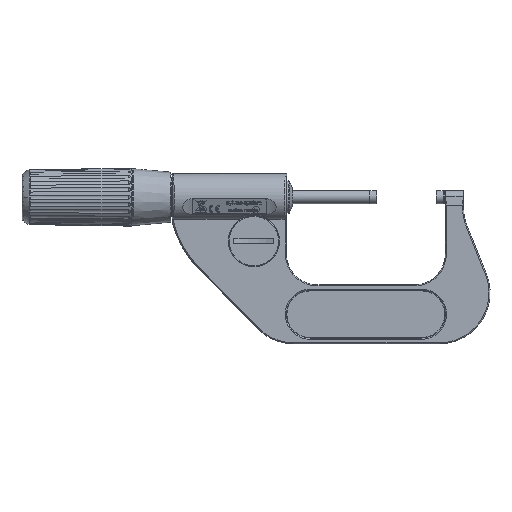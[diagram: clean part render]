
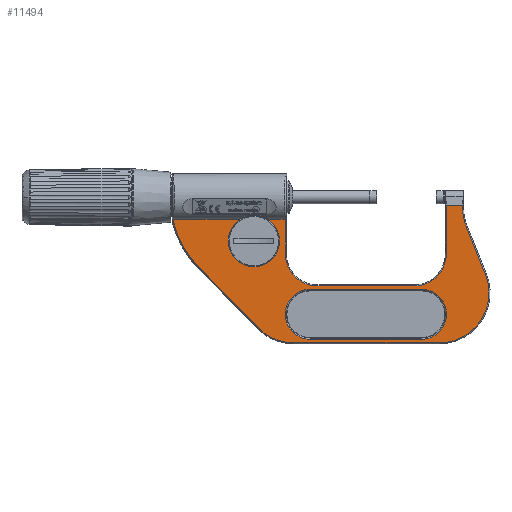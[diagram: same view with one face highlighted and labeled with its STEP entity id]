
A CAD part, top view. The second image highlights one B-rep face of the part: STEP entity #11494.
In plain terms, the highlighted face is planar.
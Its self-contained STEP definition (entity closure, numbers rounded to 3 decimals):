
#8863=CARTESIAN_POINT('',(11.7,-57.5,-3.5));
#8864=DIRECTION('',(0.,0.,1.));
#8865=DIRECTION('',(0.,1.,0.));
#8866=AXIS2_PLACEMENT_3D('',#8863,#8864,#8865);
#8868=DIRECTION('',(-1.,0.,0.));
#8869=VECTOR('',#8868,54.6);
#8870=CARTESIAN_POINT('',(66.3,-45.2,
-3.5));
#8871=LINE('',#8870,#8869);
#8872=CARTESIAN_POINT('',(66.3,-57.5,-3.5));
#8873=DIRECTION('',(0.,0.,1.));
#8874=DIRECTION('',(0.,-1.,0.));
#8875=AXIS2_PLACEMENT_3D('',#8872,#8873,#8874);
#8877=DIRECTION('',(1.,0.,0.));
#8878=VECTOR('',#8877,54.6);
#8879=CARTESIAN_POINT('',(11.7,-69.8,
-3.5));
#8880=LINE('',#8879,#8878);
#8881=DIRECTION('',(1.,0.,0.));
#8882=VECTOR('',#8881,8.);
#8883=CARTESIAN_POINT('',(-8.5,-3.863,-3.5));
#8884=LINE('',#8883,#8882);
#8885=DIRECTION('',(0.,1.,0.));
#8886=VECTOR('',#8885,1.272);
#8887=CARTESIAN_POINT('',(-8.5,-5.135,
-3.5));
#8888=LINE('',#8887,#8886);
#8889=CARTESIAN_POINT('',(-34.,-5.135,-3.5));
#8890=DIRECTION('',(0.,0.,1.));
#8891=DIRECTION('',(0.927,-0.375,0.));
#8892=AXIS2_PLACEMENT_3D('',#8889,#8890,#8891);
#8894=DIRECTION('',(0.375,0.927,0.));
#8895=VECTOR('',#8894,24.934);
#8896=CARTESIAN_POINT('',(-19.712,-37.812,
-3.5));
#8897=LINE('',#8896,#8895);
#8898=CARTESIAN_POINT('',(3.,-47.,-3.5));
#8899=DIRECTION('',(0.,0.,-1.));
#8900=DIRECTION('',(0.,-1.,0.));
#8901=AXIS2_PLACEMENT_3D('',#8898,#8899,#8900);
#8903=DIRECTION('',(-1.,0.,0.));
#8904=VECTOR('',#8903,71.438);
#8905=CARTESIAN_POINT('',(74.438,-71.5,
-3.5));
#8906=LINE('',#8905,#8904);
#8907=CARTESIAN_POINT('',(74.438,-47.,-3.5));
#8908=DIRECTION('',(0.,0.,-1.));
#8909=DIRECTION('',(0.714,-0.7,0.));
#8910=AXIS2_PLACEMENT_3D('',#8907,#8908,#8909);
#8912=DIRECTION('',(-0.7,-0.714,0.));
#8913=VECTOR('',#8912,41.308);
#8914=CARTESIAN_POINT('',(120.85,-34.65,
-3.5));
#8915=LINE('',#8914,#8913);
#8916=CARTESIAN_POINT('',(85.5,0.,-3.5));
#8917=DIRECTION('',(0.,0.,-1.));
#8918=DIRECTION('',(0.97,-0.244,0.));
#8919=AXIS2_PLACEMENT_3D('',#8916,#8917,#8918);
#8921=DIRECTION('',(0.,-1.,0.));
#8922=VECTOR('',#8921,3.093);
#8923=CARTESIAN_POINT('',(133.5,-9.,-3.5));
#8924=LINE('',#8923,#8922);
#8925=DIRECTION('',(1.,0.,0.));
#8926=VECTOR('',#8925,39.5);
#8927=CARTESIAN_POINT('',(94.,-9.,-3.5));
#8928=LINE('',#8927,#8926);
#8929=CARTESIAN_POINT('',(94.,-21.6,-3.5));
#8930=DIRECTION('',(0.,0.,1.));
#8931=DIRECTION('',(1.,0.,0.));
#8932=AXIS2_PLACEMENT_3D('',#8929,#8930,#8931);
#8934=CARTESIAN_POINT('',(94.,-21.6,-3.5));
#8935=DIRECTION('',(0.,0.,1.));
#8936=DIRECTION('',(-1.,0.,0.));
#8937=AXIS2_PLACEMENT_3D('',#8934,#8935,#8936);
#8939=CARTESIAN_POINT('',(94.,-21.6,-3.5));
#8940=DIRECTION('',(0.,0.,1.));
#8941=DIRECTION('',(0.,1.,0.));
#8942=AXIS2_PLACEMENT_3D('',#8939,#8940,#8941);
#8944=DIRECTION('',(1.,0.,0.));
#8945=VECTOR('',#8944,15.5);
#8946=CARTESIAN_POINT('',(78.5,-9.,-3.5));
#8947=LINE('',#8946,#8945);
#8948=DIRECTION('',(0.,1.,0.));
#8949=VECTOR('',#8948,19.);
#8950=CARTESIAN_POINT('',(78.5,-28.,
-3.5));
#8951=LINE('',#8950,#8949);
#8952=CARTESIAN_POINT('',(63.,-28.,-3.5));
#8953=DIRECTION('',(0.,0.,1.));
#8954=DIRECTION('',(0.,-1.,0.));
#8955=AXIS2_PLACEMENT_3D('',#8952,#8953,#8954);
#8957=DIRECTION('',(1.,0.,0.));
#8958=VECTOR('',#8957,48.);
#8959=CARTESIAN_POINT('',(15.,-43.5,
-3.5));
#8960=LINE('',#8959,#8958);
#8961=CARTESIAN_POINT('',(15.,-28.,-3.5));
#8962=DIRECTION('',(0.,0.,1.));
#8963=DIRECTION('',(-1.,0.,0.));
#8964=AXIS2_PLACEMENT_3D('',#8961,#8962,#8963);
#8966=DIRECTION('',(0.,-1.,0.));
#8967=VECTOR('',#8966,24.137);
#8968=CARTESIAN_POINT('',(-0.5,-3.863,-3.5));
#8969=LINE('',#8968,#8967);
#10930=CARTESIAN_POINT('',(-8.5,-3.863,-3.5));
#10931=CARTESIAN_POINT('',(-0.5,-3.863,-3.5));
#10932=VERTEX_POINT('',#10930);
#10933=VERTEX_POINT('',#10931);
#10976=CARTESIAN_POINT('',(81.4,-21.6,-3.5));
#10977=CARTESIAN_POINT('',(106.6,-21.6,-3.5));
#10978=VERTEX_POINT('',#10976);
#10979=VERTEX_POINT('',#10977);
#11304=CARTESIAN_POINT('',(133.5,-9.,-3.5));
#11305=CARTESIAN_POINT('',(133.5,-12.093,-3.5));
#11306=VERTEX_POINT('',#11304);
#11307=VERTEX_POINT('',#11305);
#11312=CARTESIAN_POINT('',(120.85,-34.65,-3.5));
#11313=VERTEX_POINT('',#11312);
#11316=CARTESIAN_POINT('',(91.934,-64.15,
-3.5));
#11317=VERTEX_POINT('',#11316);
#11320=CARTESIAN_POINT('',(74.438,-71.5,-3.5));
#11321=VERTEX_POINT('',#11320);
#11324=CARTESIAN_POINT('',(3.,-71.5,
-3.5));
#11325=VERTEX_POINT('',#11324);
#11328=CARTESIAN_POINT('',(-19.712,-37.812,-3.5));
#11329=VERTEX_POINT('',#11328);
#11332=CARTESIAN_POINT('',(-10.361,-14.698,
-3.5));
#11333=VERTEX_POINT('',#11332);
#11336=CARTESIAN_POINT('',(-8.5,-5.135,-3.5));
#11337=VERTEX_POINT('',#11336);
#11344=CARTESIAN_POINT('',(78.5,-28.,
-3.5));
#11345=CARTESIAN_POINT('',(78.5,-9.,-3.5));
#11346=VERTEX_POINT('',#11344);
#11347=VERTEX_POINT('',#11345);
#11348=CARTESIAN_POINT('',(63.,-43.5,-3.5));
#11349=VERTEX_POINT('',#11348);
#11352=CARTESIAN_POINT('',(15.,-43.5,
-3.5));
#11353=VERTEX_POINT('',#11352);
#11356=CARTESIAN_POINT('',(-0.5,-28.,-3.5));
#11357=VERTEX_POINT('',#11356);
#11360=CARTESIAN_POINT('',(11.7,-45.2,-3.5));
#11361=CARTESIAN_POINT('',(11.7,-69.8,-3.5));
#11362=VERTEX_POINT('',#11360);
#11363=VERTEX_POINT('',#11361);
#11368=CARTESIAN_POINT('',(66.3,-69.8,
-3.5));
#11369=VERTEX_POINT('',#11368);
#11372=CARTESIAN_POINT('',(66.3,-45.2,-3.5));
#11373=VERTEX_POINT('',#11372);
#11435=CARTESIAN_POINT('',(94.,-9.,-3.5));
#11436=VERTEX_POINT('',#11435);
#11437=CARTESIAN_POINT('',(0.,0.,-3.5));
#11438=DIRECTION('',(0.,0.,1.));
#11439=DIRECTION('',(1.,0.,0.));
#11440=AXIS2_PLACEMENT_3D('',#11437,#11438,#11439);
#11441=PLANE('',#11440);
#11443=ORIENTED_EDGE('',*,*,#11442,.F.);
#11445=ORIENTED_EDGE('',*,*,#11444,.F.);
#11447=ORIENTED_EDGE('',*,*,#11446,.F.);
#11449=ORIENTED_EDGE('',*,*,#11448,.F.);
#11451=ORIENTED_EDGE('',*,*,#11450,.F.);
#11453=ORIENTED_EDGE('',*,*,#11452,.F.);
#11455=ORIENTED_EDGE('',*,*,#11454,.F.);
#11457=ORIENTED_EDGE('',*,*,#11456,.F.);
#11459=ORIENTED_EDGE('',*,*,#11458,.F.);
#11461=ORIENTED_EDGE('',*,*,#11460,.F.);
#11463=ORIENTED_EDGE('',*,*,#11462,.F.);
#11465=ORIENTED_EDGE('',*,*,#11464,.F.);
#11467=ORIENTED_EDGE('',*,*,#11466,.F.);
#11469=ORIENTED_EDGE('',*,*,#11468,.F.);
#11471=ORIENTED_EDGE('',*,*,#11470,.F.);
#11473=ORIENTED_EDGE('',*,*,#11472,.F.);
#11475=ORIENTED_EDGE('',*,*,#11474,.F.);
#11477=ORIENTED_EDGE('',*,*,#11476,.F.);
#11479=ORIENTED_EDGE('',*,*,#11478,.F.);
#11481=ORIENTED_EDGE('',*,*,#11480,.F.);
#11482=EDGE_LOOP('',(#11443,#11445,#11447,#11449,#11451,#11453,#11455,#11457,
#11459,#11461,#11463,#11465,#11467,#11469,#11471,#11473,#11475,#11477,#11479,
#11481));
#11483=FACE_OUTER_BOUND('',#11482,.F.);
#11485=ORIENTED_EDGE('',*,*,#11484,.F.);
#11487=ORIENTED_EDGE('',*,*,#11486,.F.);
#11489=ORIENTED_EDGE('',*,*,#11488,.F.);
#11491=ORIENTED_EDGE('',*,*,#11490,.F.);
#11492=EDGE_LOOP('',(#11485,#11487,#11489,#11491));
#11493=FACE_BOUND('',#11492,.F.);
#11494=ADVANCED_FACE('',(#11483,#11493),#11441,.F.);
#8867=CIRCLE('',#8866,12.3);
#8876=CIRCLE('',#8875,12.3);
#8893=CIRCLE('',#8892,25.5);
#8902=CIRCLE('',#8901,24.5);
#8911=CIRCLE('',#8910,24.5);
#8920=CIRCLE('',#8919,49.5);
#8933=CIRCLE('',#8932,12.6);
#8938=CIRCLE('',#8937,12.6);
#8943=CIRCLE('',#8942,12.6);
#8956=CIRCLE('',#8955,15.5);
#8965=CIRCLE('',#8964,15.5);
#11442=EDGE_CURVE('',#10932,#10933,#8884,.T.);
#11444=EDGE_CURVE('',#11337,#10932,#8888,.T.);
#11446=EDGE_CURVE('',#11333,#11337,#8893,.T.);
#11448=EDGE_CURVE('',#11329,#11333,#8897,.T.);
#11450=EDGE_CURVE('',#11325,#11329,#8902,.T.);
#11452=EDGE_CURVE('',#11321,#11325,#8906,.T.);
#11454=EDGE_CURVE('',#11317,#11321,#8911,.T.);
#11456=EDGE_CURVE('',#11313,#11317,#8915,.T.);
#11458=EDGE_CURVE('',#11307,#11313,#8920,.T.);
#11460=EDGE_CURVE('',#11306,#11307,#8924,.T.);
#11462=EDGE_CURVE('',#11436,#11306,#8928,.T.);
#11464=EDGE_CURVE('',#10979,#11436,#8933,.T.);
#11466=EDGE_CURVE('',#10978,#10979,#8938,.T.);
#11468=EDGE_CURVE('',#11436,#10978,#8943,.T.);
#11470=EDGE_CURVE('',#11347,#11436,#8947,.T.);
#11472=EDGE_CURVE('',#11346,#11347,#8951,.T.);
#11474=EDGE_CURVE('',#11349,#11346,#8956,.T.);
#11476=EDGE_CURVE('',#11353,#11349,#8960,.T.);
#11478=EDGE_CURVE('',#11357,#11353,#8965,.T.);
#11480=EDGE_CURVE('',#10933,#11357,#8969,.T.);
#11484=EDGE_CURVE('',#11362,#11363,#8867,.T.);
#11486=EDGE_CURVE('',#11373,#11362,#8871,.T.);
#11488=EDGE_CURVE('',#11369,#11373,#8876,.T.);
#11490=EDGE_CURVE('',#11363,#11369,#8880,.T.);
